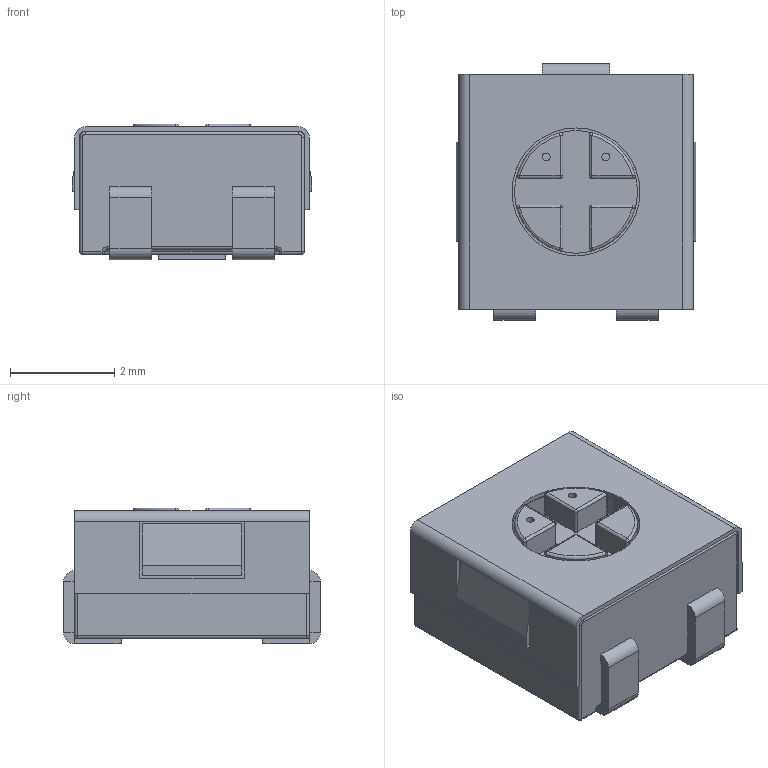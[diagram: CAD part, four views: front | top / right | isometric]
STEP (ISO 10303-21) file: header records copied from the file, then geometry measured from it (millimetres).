
FILE_DESCRIPTION (( 'STEP AP214' ), '1' );
FILE_NAME ('RES-ADJ-SMD_3P-L4.5-W4.5-P2.30-H2.5-BL-FS.step', '2022-07-28T08:36:38', ( '' ), ( '' ), 'SwSTEP 2.0', 'SolidWorks 2020', '' );
FILE_SCHEMA (( 'AUTOMOTIVE_DESIGN' ));
Length unit declared in the file: millimetre
Products named in the file (1): RES-ADJ-SMD_3P-L4.5-W4.5-P2.30-H2.5-BL-FS
Bounding box: 4.6 x 4.92 x 2.6 mm (x, y, z)
Volume: 48 mm3; surface area: 155.2 mm2
Topology: 2 solids, 2 shells, 425 faces, 1103 edges, 682 vertices
Faces by surface type: plane 217, bspline 98, cylinder 76, sphere 22, torus 12
Entity records: 17887 total; most frequent: CARTESIAN_POINT 3513, ORIENTED_EDGE 2158, DIRECTION 1699, EDGE_CURVE 1079, LINE 699, VECTOR 699, VERTEX_POINT 678, AXIS2_PLACEMENT_3D 500
